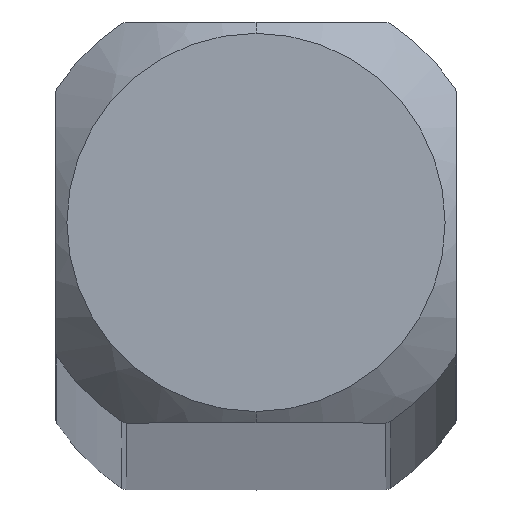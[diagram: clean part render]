
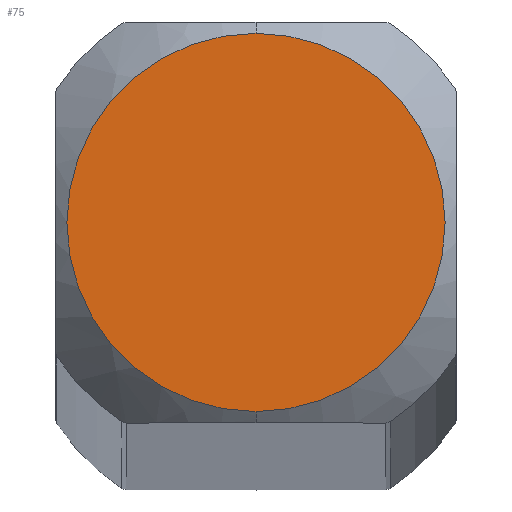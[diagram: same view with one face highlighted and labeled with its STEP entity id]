
A CAD part, top view. The second image highlights one B-rep face of the part: STEP entity #75.
In plain terms, the highlighted planar face has unit normal (0, 0, 1).
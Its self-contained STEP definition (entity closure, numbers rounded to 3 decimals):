
#2 = VERTEX_POINT ( 'NONE', #473 ) ;
#10 = AXIS2_PLACEMENT_3D ( 'NONE', #757, #762, #67 ) ;
#55 = EDGE_CURVE ( 'NONE', #880, #2, #801, .T. ) ;
#67 = DIRECTION ( 'NONE',  ( 1., 0., 0. ) ) ;
#75 = ADVANCED_FACE ( 'NONE', ( #210 ), #613, .T. ) ;
#139 = DIRECTION ( 'NONE',  ( 0., 0., 1. ) ) ;
#160 = CARTESIAN_POINT ( 'NONE',  ( 0., -3., 304.8 ) ) ;
#210 = FACE_OUTER_BOUND ( 'NONE', #534, .T. ) ;
#290 = AXIS2_PLACEMENT_3D ( 'NONE', #372, #510, #806 ) ;
#327 = CARTESIAN_POINT ( 'NONE',  ( 0., 0., 304.8 ) ) ;
#337 = DIRECTION ( 'NONE',  ( 1., 0., 0. ) ) ;
#372 = CARTESIAN_POINT ( 'NONE',  ( 0., 0., 304.8 ) ) ;
#450 = AXIS2_PLACEMENT_3D ( 'NONE', #327, #139, #337 ) ;
#473 = CARTESIAN_POINT ( 'NONE',  ( 0., 3., 304.8 ) ) ;
#510 = DIRECTION ( 'NONE',  ( 0., 0., 1. ) ) ;
#534 = EDGE_LOOP ( 'NONE', ( #851, #883 ) ) ;
#613 = PLANE ( 'NONE',  #10 ) ;
#702 = EDGE_CURVE ( 'NONE', #2, #880, #835, .T. ) ;
#757 = CARTESIAN_POINT ( 'NONE',  ( 0., 0., 304.8 ) ) ;
#762 = DIRECTION ( 'NONE',  ( 0., 0., 1. ) ) ;
#801 = CIRCLE ( 'NONE', #450, 3. ) ;
#806 = DIRECTION ( 'NONE',  ( 1., 0., 0. ) ) ;
#835 = CIRCLE ( 'NONE', #290, 3. ) ;
#851 = ORIENTED_EDGE ( 'NONE', *, *, #702, .T. ) ;
#880 = VERTEX_POINT ( 'NONE', #160 ) ;
#883 = ORIENTED_EDGE ( 'NONE', *, *, #55, .T. ) ;
